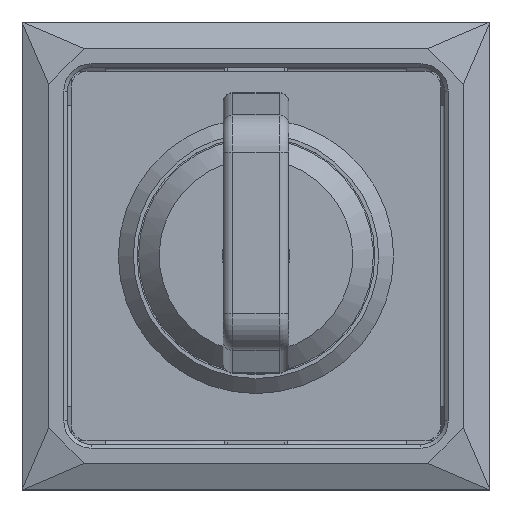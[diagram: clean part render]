
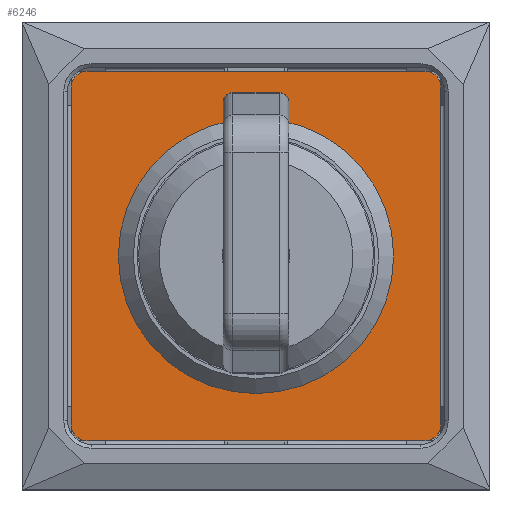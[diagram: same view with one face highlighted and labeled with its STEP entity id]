
A CAD part, top view. The second image highlights one B-rep face of the part: STEP entity #6246.
In plain terms, the highlighted planar face has unit normal (0, 0, 1).
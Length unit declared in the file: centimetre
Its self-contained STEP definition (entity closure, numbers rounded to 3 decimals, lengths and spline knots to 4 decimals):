
#258=FACE_BOUND($,#1091,.T.);
#259=FACE_BOUND($,#1092,.T.);
#442=CIRCLE($,#6726,0.7325);
#445=CIRCLE($,#6731,0.085);
#447=CIRCLE($,#6735,0.085);
#449=CIRCLE($,#6739,0.085);
#451=CIRCLE($,#6743,0.085);
#1091=EDGE_LOOP($,(#4739));
#1092=EDGE_LOOP($,(#4740,#4741,#4742,#4743,#4744,#4745,#4746,#4747));
#1547=LINE($,#11097,#2140);
#1582=LINE($,#11179,#2175);
#1592=LINE($,#11203,#2185);
#1603=LINE($,#11228,#2196);
#2140=VECTOR($,#7789,1.797);
#2175=VECTOR($,#7862,1.797);
#2185=VECTOR($,#7880,1.797);
#2196=VECTOR($,#7899,1.797);
#2761=VERTEX_POINT($,#11094);
#2762=VERTEX_POINT($,#11096);
#2782=VERTEX_POINT($,#11158);
#2787=VERTEX_POINT($,#11169);
#2790=VERTEX_POINT($,#11177);
#2797=VERTEX_POINT($,#11193);
#2800=VERTEX_POINT($,#11201);
#2807=VERTEX_POINT($,#11218);
#2810=VERTEX_POINT($,#11226);
#3446=EDGE_CURVE($,#2761,#2762,#1547,.T.);
#3477=EDGE_CURVE($,#2782,#2782,#442,.T.);
#3482=EDGE_CURVE($,#2787,#2761,#445,.T.);
#3486=EDGE_CURVE($,#2790,#2787,#1582,.T.);
#3494=EDGE_CURVE($,#2797,#2790,#447,.T.);
#3498=EDGE_CURVE($,#2800,#2797,#1592,.T.);
#3507=EDGE_CURVE($,#2807,#2800,#449,.T.);
#3511=EDGE_CURVE($,#2810,#2807,#1603,.T.);
#3518=EDGE_CURVE($,#2762,#2810,#451,.T.);
#4739=ORIENTED_EDGE($,*,*,#3477,.T.);
#4740=ORIENTED_EDGE($,*,*,#3518,.F.);
#4741=ORIENTED_EDGE($,*,*,#3446,.F.);
#4742=ORIENTED_EDGE($,*,*,#3482,.F.);
#4743=ORIENTED_EDGE($,*,*,#3486,.F.);
#4744=ORIENTED_EDGE($,*,*,#3494,.F.);
#4745=ORIENTED_EDGE($,*,*,#3498,.F.);
#4746=ORIENTED_EDGE($,*,*,#3507,.F.);
#4747=ORIENTED_EDGE($,*,*,#3511,.F.);
#5977=PLANE($,#6744);
#6246=ADVANCED_FACE($,(#258,#259),#5977,.F.);
#6726=AXIS2_PLACEMENT_3D($,#11159,#7843,#7844);
#6731=AXIS2_PLACEMENT_3D($,#11171,#7855,#7856);
#6735=AXIS2_PLACEMENT_3D($,#11195,#7873,#7874);
#6739=AXIS2_PLACEMENT_3D($,#11220,#7892,#7893);
#6743=AXIS2_PLACEMENT_3D($,#11241,#7909,#7910);
#6744=AXIS2_PLACEMENT_3D($,#11243,#7912,#7913);
#7789=DIRECTION($,(-1.,0.,0.));
#7843=DIRECTION('center_axis',(0.,0.,
-1.));
#7844=DIRECTION('ref_axis',(1.,0.,0.));
#7855=DIRECTION('center_axis',(0.,0.,
-1.));
#7856=DIRECTION('ref_axis',(1.,0.,0.));
#7862=DIRECTION($,(0.,-1.,0.));
#7873=DIRECTION('center_axis',(0.,0.,
-1.));
#7874=DIRECTION('ref_axis',(0.,1.,0.));
#7880=DIRECTION($,(1.,0.,0.));
#7892=DIRECTION('center_axis',(0.,0.,
-1.));
#7893=DIRECTION('ref_axis',(-1.,0.,0.));
#7899=DIRECTION($,(0.,1.,0.));
#7909=DIRECTION('center_axis',(0.,0.,
-1.));
#7910=DIRECTION('ref_axis',(0.,-1.,0.));
#7912=DIRECTION('center_axis',(0.,0.,
-1.));
#7913=DIRECTION('ref_axis',(1.,0.,0.));
#11094=CARTESIAN_POINT('',(0.8985,-0.9835,2.634));
#11096=CARTESIAN_POINT('',(-0.8985,-0.9835,2.634));
#11097=CARTESIAN_POINT($,(0.8985,-0.9835,2.634));
#11158=CARTESIAN_POINT('',(0.7325,0.,2.634));
#11159=CARTESIAN_POINT('Origin',(0.,0.,
2.634));
#11169=CARTESIAN_POINT('',(0.9835,-0.8985,2.634));
#11171=CARTESIAN_POINT('Origin',(0.8985,-0.8985,2.634));
#11177=CARTESIAN_POINT('',(0.9835,0.8985,2.634));
#11179=CARTESIAN_POINT($,(0.9835,0.8985,2.634));
#11193=CARTESIAN_POINT('',(0.8985,0.9835,2.634));
#11195=CARTESIAN_POINT('Origin',(0.8985,0.8985,2.634));
#11201=CARTESIAN_POINT('',(-0.8985,0.9835,2.634));
#11203=CARTESIAN_POINT($,(-0.8985,0.9835,2.634));
#11218=CARTESIAN_POINT('',(-0.9835,0.8985,2.634));
#11220=CARTESIAN_POINT('Origin',(-0.8985,0.8985,2.634));
#11226=CARTESIAN_POINT('',(-0.9835,-0.8985,2.634));
#11228=CARTESIAN_POINT($,(-0.9835,-0.8985,2.634));
#11241=CARTESIAN_POINT('Origin',(-0.8985,-0.8985,2.634));
#11243=CARTESIAN_POINT('Origin',(0.,0.,
2.634));
